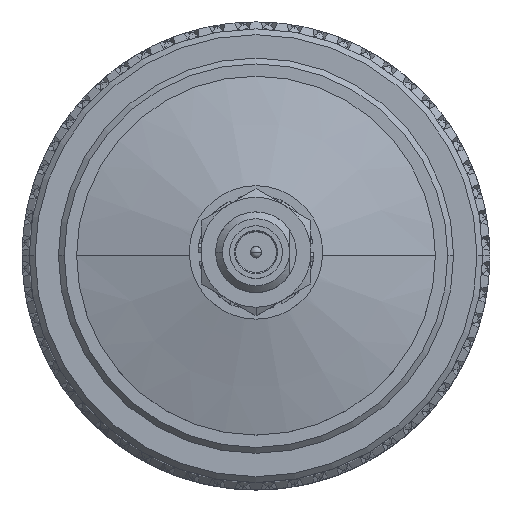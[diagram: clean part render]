
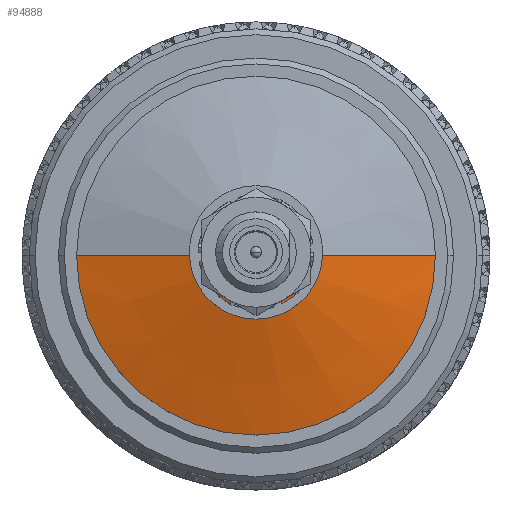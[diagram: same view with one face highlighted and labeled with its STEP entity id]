
A CAD part, top view. The second image highlights one B-rep face of the part: STEP entity #94888.
In plain terms, the highlighted conical face has half-angle 75 degrees and reference radius 1.524 mm.
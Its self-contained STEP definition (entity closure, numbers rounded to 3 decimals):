
#8226 = VECTOR ( 'NONE', #28562, 1000. ) ;
#8354 = CARTESIAN_POINT ( 'NONE',  ( 17.877, 0., 0. ) ) ;
#11879 = EDGE_CURVE ( 'NONE', #34856, #41146, #89241, .T. ) ;
#18306 = EDGE_LOOP ( 'NONE', ( #80409, #61028, #30338, #46051 ) ) ;
#20730 = DIRECTION ( 'NONE',  ( -1., 0., 0. ) ) ;
#21614 = AXIS2_PLACEMENT_3D ( 'NONE', #51472, #81955, #59263 ) ;
#24476 = DIRECTION ( 'NONE',  ( 0., 1., 0. ) ) ;
#28562 = DIRECTION ( 'NONE',  ( -0.259, -0.966, 0. ) ) ;
#30338 = ORIENTED_EDGE ( 'NONE', *, *, #80585, .T. ) ;
#34856 = VERTEX_POINT ( 'NONE', #35857 ) ;
#35857 = CARTESIAN_POINT ( 'NONE',  ( 19.508, -1.712, 0. ) ) ;
#36265 = VECTOR ( 'NONE', #68188, 1000. ) ;
#41146 = VERTEX_POINT ( 'NONE', #68062 ) ;
#44193 = CARTESIAN_POINT ( 'NONE',  ( 19.558, 1.524, 0. ) ) ;
#44425 = EDGE_CURVE ( 'NONE', #34856, #74124, #89354, .T. ) ;
#46051 = ORIENTED_EDGE ( 'NONE', *, *, #11879, .F. ) ;
#48859 = CARTESIAN_POINT ( 'NONE',  ( 19.508, 1.712, 0. ) ) ;
#49440 = AXIS2_PLACEMENT_3D ( 'NONE', #67041, #20730, #90416 ) ;
#51472 = CARTESIAN_POINT ( 'NONE',  ( 19.558, 0., 0. ) ) ;
#53218 = LINE ( 'NONE', #44193, #36265 ) ;
#53225 = CARTESIAN_POINT ( 'NONE',  ( 19.558, -1.524, 0. ) ) ;
#59263 = DIRECTION ( 'NONE',  ( 0., -1., 0. ) ) ;
#59669 = EDGE_CURVE ( 'NONE', #74124, #98782, #53218, .T. ) ;
#61028 = ORIENTED_EDGE ( 'NONE', *, *, #59669, .T. ) ;
#67041 = CARTESIAN_POINT ( 'NONE',  ( 19.508, 0., 0. ) ) ;
#68062 = CARTESIAN_POINT ( 'NONE',  ( 17.877, -7.797, 0. ) ) ;
#68188 = DIRECTION ( 'NONE',  ( -0.259, 0.966, 0. ) ) ;
#70794 = CARTESIAN_POINT ( 'NONE',  ( 17.877, 7.797, 0. ) ) ;
#74124 = VERTEX_POINT ( 'NONE', #48859 ) ;
#75549 = AXIS2_PLACEMENT_3D ( 'NONE', #8354, #92832, #24476 ) ;
#80409 = ORIENTED_EDGE ( 'NONE', *, *, #44425, .T. ) ;
#80585 = EDGE_CURVE ( 'NONE', #98782, #41146, #95495, .T. ) ;
#81955 = DIRECTION ( 'NONE',  ( -1., 0., 0. ) ) ;
#89241 = LINE ( 'NONE', #53225, #8226 ) ;
#89354 = CIRCLE ( 'NONE', #49440, 1.712 ) ;
#90416 = DIRECTION ( 'NONE',  ( 0., -1., 0. ) ) ;
#92832 = DIRECTION ( 'NONE',  ( 1., 0., 0. ) ) ;
#94888 = ADVANCED_FACE ( 'NONE', ( #96165 ), #94905, .T. ) ;
#94905 = CONICAL_SURFACE ( 'NONE', #21614, 1.524, 1.309 ) ;
#95495 = CIRCLE ( 'NONE', #75549, 7.797 ) ;
#96165 = FACE_OUTER_BOUND ( 'NONE', #18306, .T. ) ;
#98782 = VERTEX_POINT ( 'NONE', #70794 ) ;
